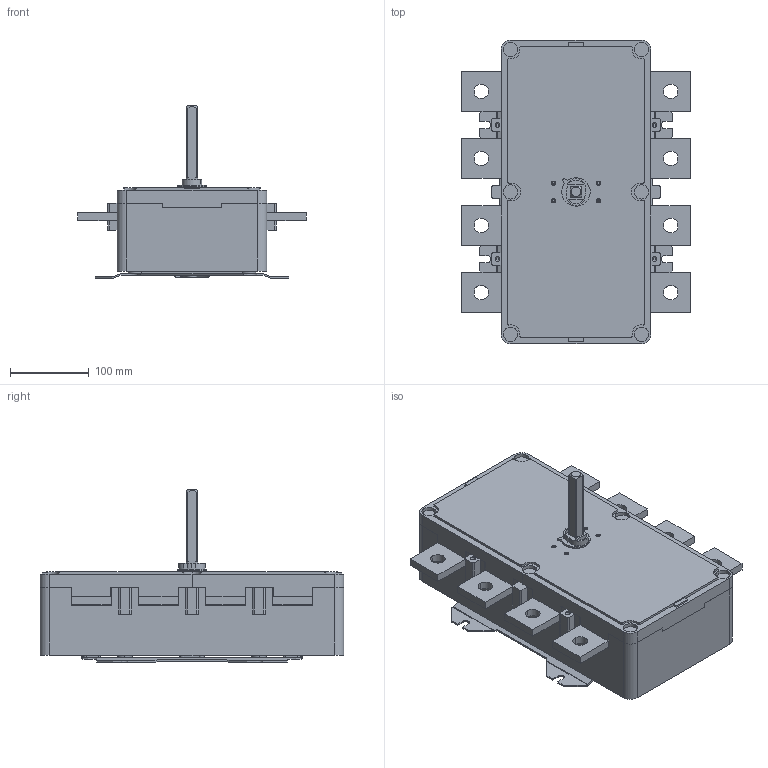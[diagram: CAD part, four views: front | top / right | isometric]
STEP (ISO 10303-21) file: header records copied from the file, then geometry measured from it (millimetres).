
FILE_DESCRIPTION(('Creo Elements/Direct Modeling STEP Export'),'2;1');
FILE_NAME('DMV-1250.stp','2012-06-28T12:09:30',(''),(''),'Creo Elements/Direct Modeling STEP processor for AP214 (Solid Model)','Creo Elements/Direct Modeling 17.0C 05-Feb-2011 (C) Parametric Technology GmbH','');
FILE_SCHEMA(('AUTOMOTIVE_DESIGN { 1 0 10303 214 1 1 1 1 }'));
Length unit declared in the file: millimetre
Products named in the file (1): 1314900bak
Bounding box: 290 x 385 x 218.65 mm (x, y, z)
Volume: 7904882.2 mm3; surface area: 552787.7 mm2
Topology: 1 solids, 85 shells, 1551 faces, 3996 edges, 2633 vertices
Faces by surface type: plane 1156, cylinder 337, cone 30, torus 28
Entity records: 54901 total; most frequent: CARTESIAN_POINT 10804, ORIENTED_EDGE 7960, DIRECTION 6612, EDGE_CURVE 3980, VECTOR 2982, LINE 2982, VERTEX_POINT 2633, AXIS2_PLACEMENT_3D 1815
